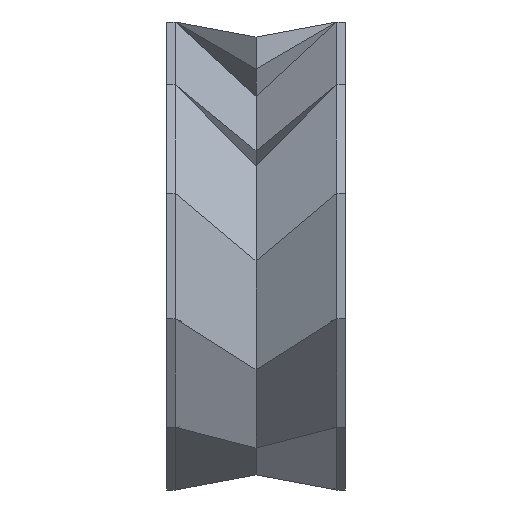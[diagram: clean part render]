
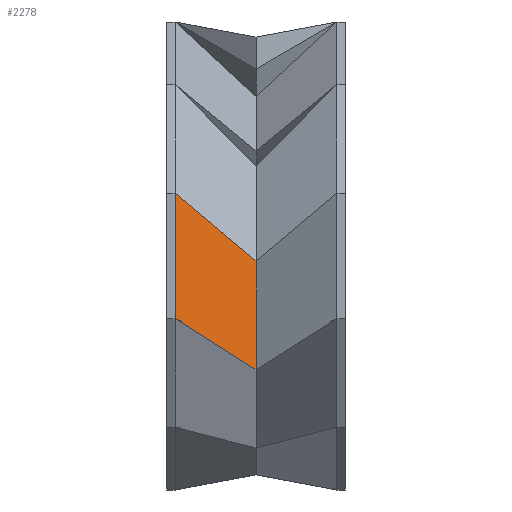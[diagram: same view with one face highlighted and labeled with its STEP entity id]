
A CAD part, left-side view. The second image highlights one B-rep face of the part: STEP entity #2278.
In plain terms, the highlighted planar face has unit normal (-0.866, -0.5, 0).
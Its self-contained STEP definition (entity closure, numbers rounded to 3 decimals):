
#110=FACE_OUTER_BOUND('',#257,.T.);
#257=EDGE_LOOP('',(#1827,#1828,#1829,#1830));
#486=LINE('',#3460,#798);
#532=LINE('',#3552,#844);
#533=LINE('',#3554,#845);
#534=LINE('',#3555,#846);
#798=VECTOR('',#2827,10.);
#844=VECTOR('',#2911,10.);
#845=VECTOR('',#2912,10.);
#846=VECTOR('',#2913,10.);
#1035=VERTEX_POINT('',#3453);
#1037=VERTEX_POINT('',#3459);
#1064=VERTEX_POINT('',#3551);
#1065=VERTEX_POINT('',#3553);
#1278=EDGE_CURVE('',#1035,#1037,#486,.T.);
#1324=EDGE_CURVE('',#1064,#1035,#532,.T.);
#1325=EDGE_CURVE('',#1064,#1065,#533,.T.);
#1326=EDGE_CURVE('',#1037,#1065,#534,.T.);
#1827=ORIENTED_EDGE('',*,*,#1324,.F.);
#1828=ORIENTED_EDGE('',*,*,#1325,.T.);
#1829=ORIENTED_EDGE('',*,*,#1326,.F.);
#1830=ORIENTED_EDGE('',*,*,#1278,.F.);
#2132=PLANE('',#2447);
#2278=ADVANCED_FACE('',(#110),#2132,.T.);
#2447=AXIS2_PLACEMENT_3D('',#3550,#2909,#2910);
#2827=DIRECTION('',(0.,0.,1.));
#2909=DIRECTION('center_axis',(-0.866,-0.5,0.));
#2910=DIRECTION('ref_axis',(0.,0.,-1.));
#2911=DIRECTION('',(-0.439,0.761,0.478));
#2912=DIRECTION('',(0.,0.,1.));
#2913=DIRECTION('',(0.405,-0.702,-0.585));
#3453=CARTESIAN_POINT('',(-34.675,24.,-9.291));
#3459=CARTESIAN_POINT('',(-34.675,24.,9.291));
#3460=CARTESIAN_POINT('',(-34.675,24.,-9.291));
#3550=CARTESIAN_POINT('Origin',(-31.211,18.,-10.392));
#3551=CARTESIAN_POINT('',(-27.747,12.,-16.838));
#3552=CARTESIAN_POINT('',(-29.828,15.606,-14.571));
#3553=CARTESIAN_POINT('',(-27.747,12.,-0.709));
#3554=CARTESIAN_POINT('',(-27.747,12.,-5.196));
#3555=CARTESIAN_POINT('',(-28.306,12.969,0.099));
